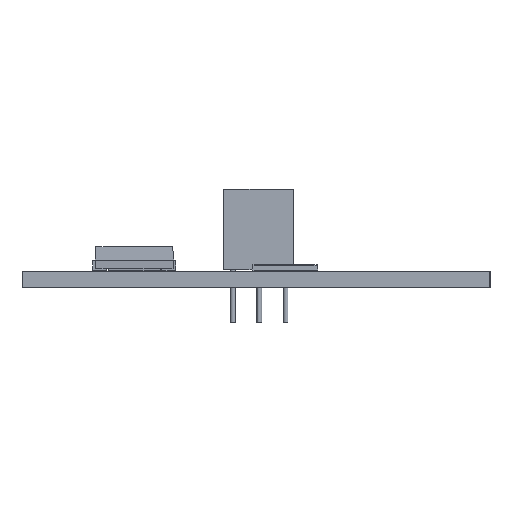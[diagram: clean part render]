
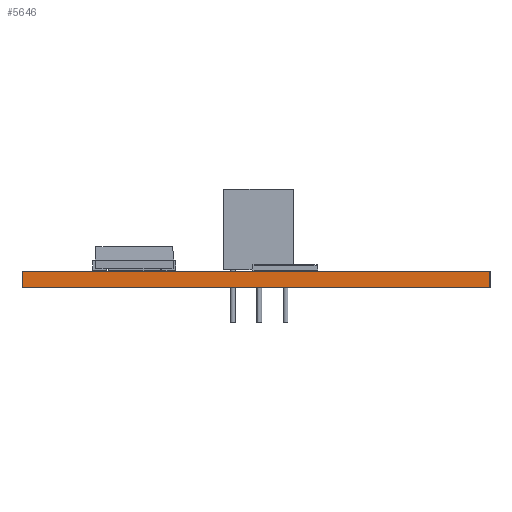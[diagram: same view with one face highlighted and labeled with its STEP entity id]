
A CAD part, left-side view. The second image highlights one B-rep face of the part: STEP entity #5646.
In plain terms, the highlighted planar face has unit normal (-1, 0, 0).
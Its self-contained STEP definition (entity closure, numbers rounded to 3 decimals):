
#5465 = PLANE('',#5466);
#5466 = AXIS2_PLACEMENT_3D('',#5467,#5468,#5469);
#5467 = CARTESIAN_POINT('',(262.5,-65.,0.));
#5468 = DIRECTION('',(0.,-1.,0.));
#5469 = DIRECTION('',(-1.,0.,0.));
#5490 = VERTEX_POINT('',#5491);
#5491 = CARTESIAN_POINT('',(22.5,-65.,1.6));
#5505 = PLANE('',#5506);
#5506 = AXIS2_PLACEMENT_3D('',#5507,#5508,#5509);
#5507 = CARTESIAN_POINT('',(142.5,-42.5,1.6));
#5508 = DIRECTION('',(-0.,-0.,-1.));
#5509 = DIRECTION('',(-1.,0.,0.));
#5517 = EDGE_CURVE('',#5518,#5490,#5520,.T.);
#5518 = VERTEX_POINT('',#5519);
#5519 = CARTESIAN_POINT('',(22.5,-65.,0.));
#5520 = SURFACE_CURVE('',#5521,(#5525,#5532),.PCURVE_S1.);
#5521 = LINE('',#5522,#5523);
#5522 = CARTESIAN_POINT('',(22.5,-65.,0.));
#5523 = VECTOR('',#5524,1.);
#5524 = DIRECTION('',(0.,0.,1.));
#5525 = PCURVE('',#5465,#5526);
#5526 = DEFINITIONAL_REPRESENTATION('',(#5527),#5531);
#5527 = LINE('',#5528,#5529);
#5528 = CARTESIAN_POINT('',(240.,0.));
#5529 = VECTOR('',#5530,1.);
#5530 = DIRECTION('',(0.,-1.));
#5531 = ( GEOMETRIC_REPRESENTATION_CONTEXT(2) 
PARAMETRIC_REPRESENTATION_CONTEXT() REPRESENTATION_CONTEXT('2D SPACE',''
  ) );
#5532 = PCURVE('',#5533,#5538);
#5533 = PLANE('',#5534);
#5534 = AXIS2_PLACEMENT_3D('',#5535,#5536,#5537);
#5535 = CARTESIAN_POINT('',(22.5,-65.,0.));
#5536 = DIRECTION('',(-1.,0.,0.));
#5537 = DIRECTION('',(0.,1.,0.));
#5538 = DEFINITIONAL_REPRESENTATION('',(#5539),#5543);
#5539 = LINE('',#5540,#5541);
#5540 = CARTESIAN_POINT('',(0.,0.));
#5541 = VECTOR('',#5542,1.);
#5542 = DIRECTION('',(0.,-1.));
#5543 = ( GEOMETRIC_REPRESENTATION_CONTEXT(2) 
PARAMETRIC_REPRESENTATION_CONTEXT() REPRESENTATION_CONTEXT('2D SPACE',''
  ) );
#5559 = PLANE('',#5560);
#5560 = AXIS2_PLACEMENT_3D('',#5561,#5562,#5563);
#5561 = CARTESIAN_POINT('',(142.5,-42.5,0.));
#5562 = DIRECTION('',(-0.,-0.,-1.));
#5563 = DIRECTION('',(-1.,0.,0.));
#5592 = PLANE('',#5593);
#5593 = AXIS2_PLACEMENT_3D('',#5594,#5595,#5596);
#5594 = CARTESIAN_POINT('',(22.5,-20.,0.));
#5595 = DIRECTION('',(0.,1.,0.));
#5596 = DIRECTION('',(1.,0.,0.));
#5646 = ADVANCED_FACE('',(#5647),#5533,.T.);
#5647 = FACE_BOUND('',#5648,.T.);
#5648 = EDGE_LOOP('',(#5649,#5650,#5673,#5696));
#5649 = ORIENTED_EDGE('',*,*,#5517,.T.);
#5650 = ORIENTED_EDGE('',*,*,#5651,.T.);
#5651 = EDGE_CURVE('',#5490,#5652,#5654,.T.);
#5652 = VERTEX_POINT('',#5653);
#5653 = CARTESIAN_POINT('',(22.5,-20.,1.6));
#5654 = SURFACE_CURVE('',#5655,(#5659,#5666),.PCURVE_S1.);
#5655 = LINE('',#5656,#5657);
#5656 = CARTESIAN_POINT('',(22.5,-65.,1.6));
#5657 = VECTOR('',#5658,1.);
#5658 = DIRECTION('',(0.,1.,0.));
#5659 = PCURVE('',#5533,#5660);
#5660 = DEFINITIONAL_REPRESENTATION('',(#5661),#5665);
#5661 = LINE('',#5662,#5663);
#5662 = CARTESIAN_POINT('',(0.,-1.6));
#5663 = VECTOR('',#5664,1.);
#5664 = DIRECTION('',(1.,0.));
#5665 = ( GEOMETRIC_REPRESENTATION_CONTEXT(2) 
PARAMETRIC_REPRESENTATION_CONTEXT() REPRESENTATION_CONTEXT('2D SPACE',''
  ) );
#5666 = PCURVE('',#5505,#5667);
#5667 = DEFINITIONAL_REPRESENTATION('',(#5668),#5672);
#5668 = LINE('',#5669,#5670);
#5669 = CARTESIAN_POINT('',(120.,-22.5));
#5670 = VECTOR('',#5671,1.);
#5671 = DIRECTION('',(0.,1.));
#5672 = ( GEOMETRIC_REPRESENTATION_CONTEXT(2) 
PARAMETRIC_REPRESENTATION_CONTEXT() REPRESENTATION_CONTEXT('2D SPACE',''
  ) );
#5673 = ORIENTED_EDGE('',*,*,#5674,.F.);
#5674 = EDGE_CURVE('',#5675,#5652,#5677,.T.);
#5675 = VERTEX_POINT('',#5676);
#5676 = CARTESIAN_POINT('',(22.5,-20.,0.));
#5677 = SURFACE_CURVE('',#5678,(#5682,#5689),.PCURVE_S1.);
#5678 = LINE('',#5679,#5680);
#5679 = CARTESIAN_POINT('',(22.5,-20.,0.));
#5680 = VECTOR('',#5681,1.);
#5681 = DIRECTION('',(0.,0.,1.));
#5682 = PCURVE('',#5533,#5683);
#5683 = DEFINITIONAL_REPRESENTATION('',(#5684),#5688);
#5684 = LINE('',#5685,#5686);
#5685 = CARTESIAN_POINT('',(45.,0.));
#5686 = VECTOR('',#5687,1.);
#5687 = DIRECTION('',(0.,-1.));
#5688 = ( GEOMETRIC_REPRESENTATION_CONTEXT(2) 
PARAMETRIC_REPRESENTATION_CONTEXT() REPRESENTATION_CONTEXT('2D SPACE',''
  ) );
#5689 = PCURVE('',#5592,#5690);
#5690 = DEFINITIONAL_REPRESENTATION('',(#5691),#5695);
#5691 = LINE('',#5692,#5693);
#5692 = CARTESIAN_POINT('',(0.,0.));
#5693 = VECTOR('',#5694,1.);
#5694 = DIRECTION('',(0.,-1.));
#5695 = ( GEOMETRIC_REPRESENTATION_CONTEXT(2) 
PARAMETRIC_REPRESENTATION_CONTEXT() REPRESENTATION_CONTEXT('2D SPACE',''
  ) );
#5696 = ORIENTED_EDGE('',*,*,#5697,.F.);
#5697 = EDGE_CURVE('',#5518,#5675,#5698,.T.);
#5698 = SURFACE_CURVE('',#5699,(#5703,#5710),.PCURVE_S1.);
#5699 = LINE('',#5700,#5701);
#5700 = CARTESIAN_POINT('',(22.5,-65.,0.));
#5701 = VECTOR('',#5702,1.);
#5702 = DIRECTION('',(0.,1.,0.));
#5703 = PCURVE('',#5533,#5704);
#5704 = DEFINITIONAL_REPRESENTATION('',(#5705),#5709);
#5705 = LINE('',#5706,#5707);
#5706 = CARTESIAN_POINT('',(0.,0.));
#5707 = VECTOR('',#5708,1.);
#5708 = DIRECTION('',(1.,0.));
#5709 = ( GEOMETRIC_REPRESENTATION_CONTEXT(2) 
PARAMETRIC_REPRESENTATION_CONTEXT() REPRESENTATION_CONTEXT('2D SPACE',''
  ) );
#5710 = PCURVE('',#5559,#5711);
#5711 = DEFINITIONAL_REPRESENTATION('',(#5712),#5716);
#5712 = LINE('',#5713,#5714);
#5713 = CARTESIAN_POINT('',(120.,-22.5));
#5714 = VECTOR('',#5715,1.);
#5715 = DIRECTION('',(0.,1.));
#5716 = ( GEOMETRIC_REPRESENTATION_CONTEXT(2) 
PARAMETRIC_REPRESENTATION_CONTEXT() REPRESENTATION_CONTEXT('2D SPACE',''
  ) );
